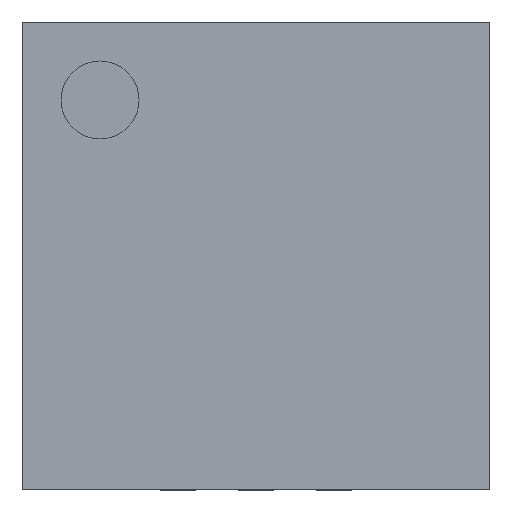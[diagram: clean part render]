
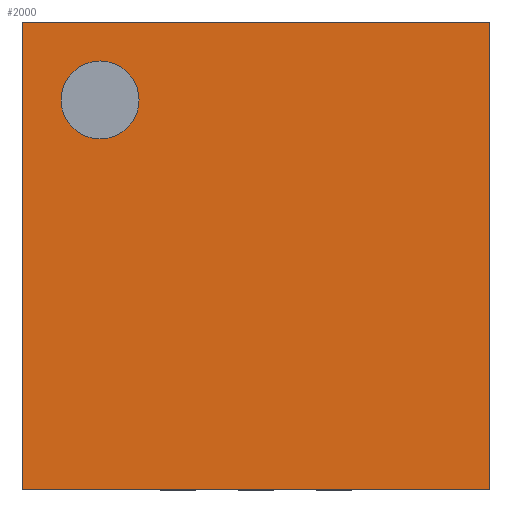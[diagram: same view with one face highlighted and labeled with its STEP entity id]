
A CAD part, top view. The second image highlights one B-rep face of the part: STEP entity #2000.
In plain terms, the highlighted free-form (B-spline) face has degree [1, 1] with [2, 2] control points.
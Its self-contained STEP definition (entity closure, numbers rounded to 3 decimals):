
#230=CARTESIAN_POINT('',(-0.75,1.0,1.0));
#231=VERTEX_POINT('',#230);
#240=CARTESIAN_POINT('',(-1.25,1.0,1.0));
#241=VERTEX_POINT('',#240);
#242=CARTESIAN_POINT('',(-1.0,1.0,1.0));
#243=DIRECTION('',(0.0,0.0,-1.0));
#244=DIRECTION('',(1.0,0.0,0.0));
#245=AXIS2_PLACEMENT_3D('',#242,#243,#244);
#246=CIRCLE('',#245,0.25);
#247=EDGE_CURVE('',#241,#231,#246,.T.);
#281=CARTESIAN_POINT('',(-1.0,1.0,1.0));
#282=DIRECTION('',(0.0,0.0,-1.0));
#283=DIRECTION('',(1.0,0.0,0.0));
#284=AXIS2_PLACEMENT_3D('',#281,#282,#283);
#285=CIRCLE('',#284,0.25);
#286=EDGE_CURVE('',#231,#241,#285,.T.);
#1787=CARTESIAN_POINT('',(-1.5,-1.5,1.0));
#1788=VERTEX_POINT('',#1787);
#1795=CARTESIAN_POINT('',(-1.5,1.5,1.0));
#1796=VERTEX_POINT('',#1795);
#1797=CARTESIAN_POINT('',(-1.5,-1.5,1.0));
#1798=DIRECTION('',(0.0,1.0,0.0));
#1799=VECTOR('',#1798,3.0);
#1800=LINE('',#1797,#1799);
#1801=EDGE_CURVE('',#1788,#1796,#1800,.T.);
#1854=CARTESIAN_POINT('',(1.5,-1.5,1.0));
#1855=VERTEX_POINT('',#1854);
#1862=CARTESIAN_POINT('',(1.5,-1.5,1.0));
#1863=DIRECTION('',(-1.0,0.0,0.0));
#1864=VECTOR('',#1863,3.0);
#1865=LINE('',#1862,#1864);
#1866=EDGE_CURVE('',#1855,#1788,#1865,.T.);
#1912=CARTESIAN_POINT('',(1.5,1.5,1.0));
#1913=VERTEX_POINT('',#1912);
#1920=CARTESIAN_POINT('',(1.5,1.5,1.0));
#1921=DIRECTION('',(0.0,-1.0,0.0));
#1922=VECTOR('',#1921,3.0);
#1923=LINE('',#1920,#1922);
#1924=EDGE_CURVE('',#1913,#1855,#1923,.T.);
#1969=CARTESIAN_POINT('',(-1.5,1.5,1.0));
#1970=DIRECTION('',(1.0,0.0,0.0));
#1971=VECTOR('',#1970,3.0);
#1972=LINE('',#1969,#1971);
#1973=EDGE_CURVE('',#1796,#1913,#1972,.T.);
#1985=CARTESIAN_POINT('',(-1.5,-1.5,1.0));
#1986=CARTESIAN_POINT('',(1.5,-1.5,1.0));
#1987=CARTESIAN_POINT('',(-1.5,1.5,1.0));
#1988=CARTESIAN_POINT('',(1.5,1.5,1.0));
#1989=B_SPLINE_SURFACE_WITH_KNOTS('',1,1,((#1985,#1987),(#1986,#1988)),.UNSPECIFIED.,.F.,.F.,.U.,(2,2),(2,2),(0.0,3.0),(0.0,3.0),.UNSPECIFIED.);
#1990=ORIENTED_EDGE('',*,*,#1924,.F.);
#1991=ORIENTED_EDGE('',*,*,#1973,.F.);
#1992=ORIENTED_EDGE('',*,*,#1801,.F.);
#1993=ORIENTED_EDGE('',*,*,#1866,.F.);
#1994=EDGE_LOOP('',(#1990,#1991,#1992,#1993));
#1995=FACE_OUTER_BOUND('',#1994,.T.);
#1996=ORIENTED_EDGE('',*,*,#286,.T.);
#1997=ORIENTED_EDGE('',*,*,#247,.T.);
#1998=EDGE_LOOP('',(#1996,#1997));
#1999=FACE_BOUND('',#1998,.T.);
#2000=ADVANCED_FACE('',(#1995,#1999),#1989,.T.);
